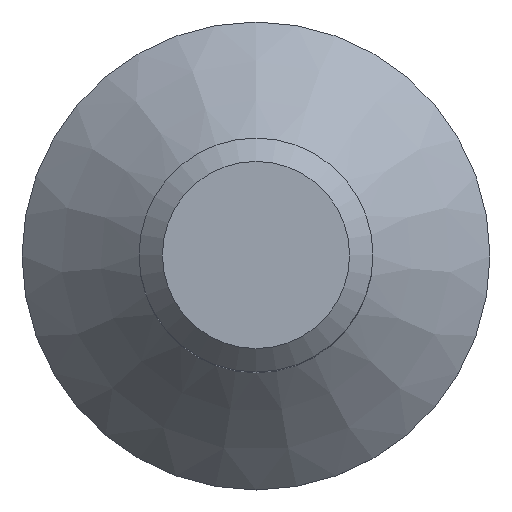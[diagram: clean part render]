
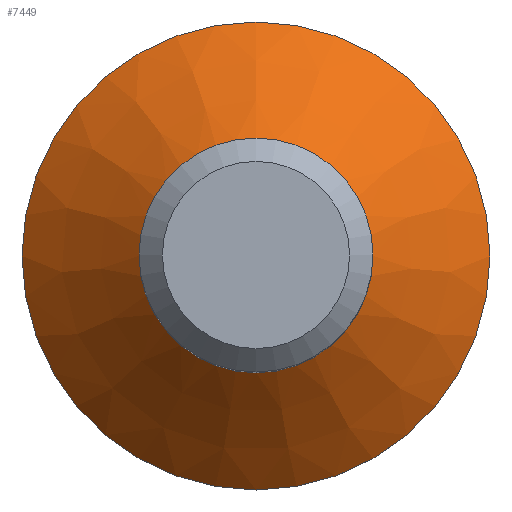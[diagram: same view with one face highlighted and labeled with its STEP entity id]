
A CAD part, top view. The second image highlights one B-rep face of the part: STEP entity #7449.
In plain terms, the highlighted conical face has half-angle 45 degrees and reference radius 8 mm.
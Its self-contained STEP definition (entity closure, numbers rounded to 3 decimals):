
#164 = DIRECTION ( 'NONE',  ( 0., 0., -1. ) ) ;
#557 = EDGE_LOOP ( 'NONE', ( #2267 ) ) ;
#852 = DIRECTION ( 'NONE',  ( 0., 0., -1. ) ) ;
#912 = CARTESIAN_POINT ( 'NONE',  ( 0., 0., 0.4 ) ) ;
#2240 = CIRCLE ( 'NONE', #4129, 4. ) ;
#2263 = CONICAL_SURFACE ( 'NONE', #9756, 8., 0.785 ) ;
#2267 = ORIENTED_EDGE ( 'NONE', *, *, #11324, .T. ) ;
#2409 = VERTEX_POINT ( 'NONE', #4368 ) ;
#3152 = DIRECTION ( 'NONE',  ( 0., 1., 0. ) ) ;
#3469 = EDGE_LOOP ( 'NONE', ( #4168 ) ) ;
#3647 = CIRCLE ( 'NONE', #7791, 8. ) ;
#3926 = FACE_BOUND ( 'NONE', #557, .T. ) ;
#3961 = EDGE_CURVE ( 'NONE', #2409, #2409, #3647, .T. ) ;
#4129 = AXIS2_PLACEMENT_3D ( 'NONE', #11878, #164, #9607 ) ;
#4168 = ORIENTED_EDGE ( 'NONE', *, *, #3961, .F. ) ;
#4368 = CARTESIAN_POINT ( 'NONE',  ( 0., 8., 0.4 ) ) ;
#6521 = FACE_OUTER_BOUND ( 'NONE', #3469, .T. ) ;
#6720 = DIRECTION ( 'NONE',  ( 0., 0., -1. ) ) ;
#6743 = DIRECTION ( 'NONE',  ( 0., 1., 0. ) ) ;
#7449 = ADVANCED_FACE ( 'NONE', ( #6521, #3926 ), #2263, .T. ) ;
#7791 = AXIS2_PLACEMENT_3D ( 'NONE', #912, #852, #6743 ) ;
#9607 = DIRECTION ( 'NONE',  ( 0., 1., 0. ) ) ;
#9756 = AXIS2_PLACEMENT_3D ( 'NONE', #12414, #6720, #3152 ) ;
#11324 = EDGE_CURVE ( 'NONE', #14984, #14984, #2240, .T. ) ;
#11357 = CARTESIAN_POINT ( 'NONE',  ( 0., 4., 4.4 ) ) ;
#11878 = CARTESIAN_POINT ( 'NONE',  ( 0., 0., 4.4 ) ) ;
#12414 = CARTESIAN_POINT ( 'NONE',  ( 0., 0., 0.4 ) ) ;
#14984 = VERTEX_POINT ( 'NONE', #11357 ) ;
